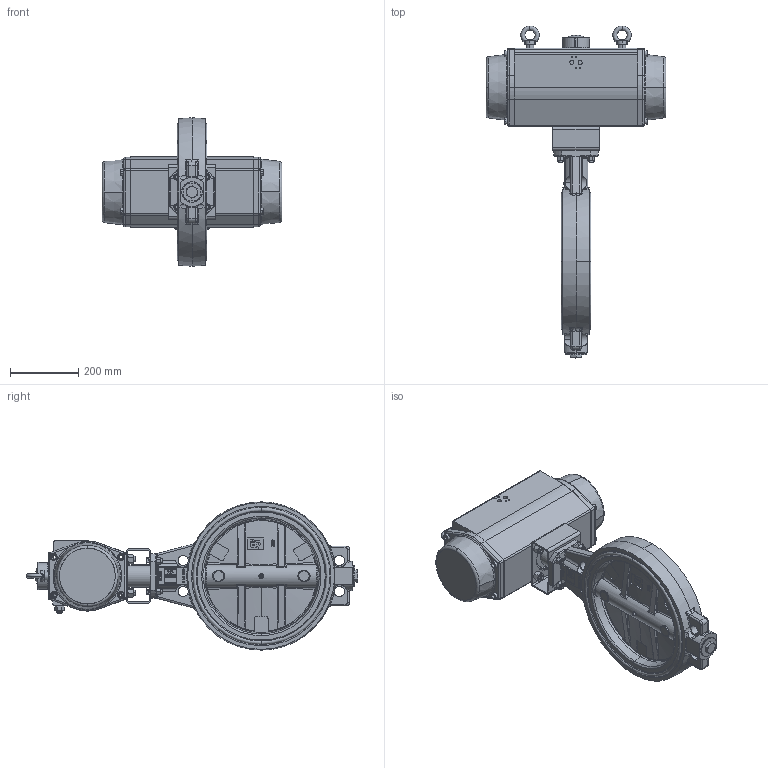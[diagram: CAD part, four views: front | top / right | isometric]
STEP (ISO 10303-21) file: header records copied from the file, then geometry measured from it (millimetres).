
FILE_DESCRIPTION (( 'STEP AP203' ), '1' );
FILE_NAME ('AK01_DN350_pneu..STEP', '2022-11-03T14:04:31', ( '' ), ( '' ), 'SwSTEP 2.0', 'SolidWorks 2021', '' );
FILE_SCHEMA (( 'CONFIG_CONTROL_DESIGN' ));
Products named in the file (1): AK01_DN350_pneu.
Bounding box: 528 x 974 x 435 mm (x, y, z)
Surface area: 1248310 mm2 (no closed solid volume)
Topology: 0 solids, 386 shells, 1159 faces, 4590 edges, 3707 vertices
Faces by surface type: plane 365, cylinder 275, cone 174, bspline 170, torus 161, sphere 14
Entity records: 91142 total; most frequent: CARTESIAN_POINT 56440, DIRECTION 6493, ORIENTED_EDGE 6144, EDGE_CURVE 4558, VERTEX_POINT 3707, AXIS2_PLACEMENT_3D 2454, LINE 1585, VECTOR 1585
